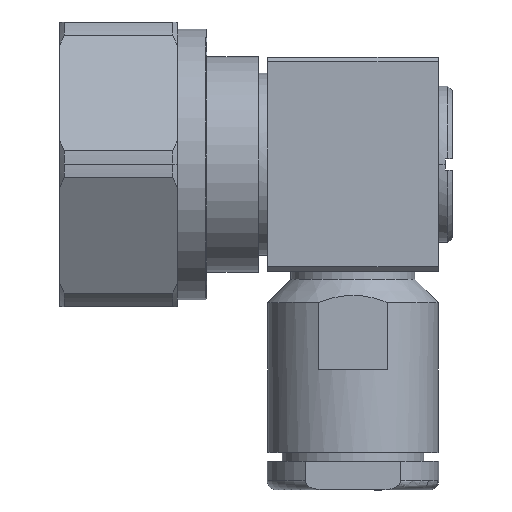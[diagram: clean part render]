
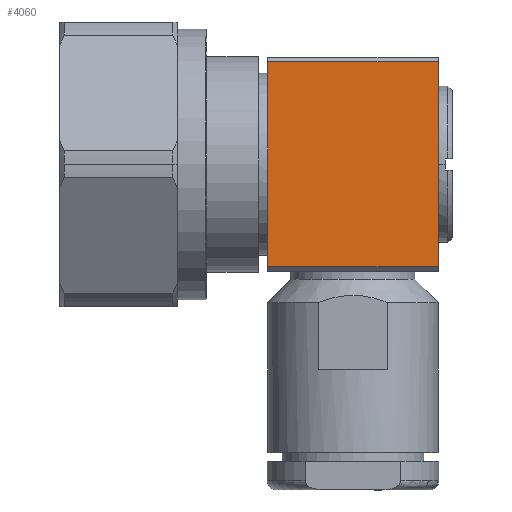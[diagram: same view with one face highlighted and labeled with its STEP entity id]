
A CAD part, top view. The second image highlights one B-rep face of the part: STEP entity #4060.
In plain terms, the highlighted planar face has unit normal (0, 0, 1).
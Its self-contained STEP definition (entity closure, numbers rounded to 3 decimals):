
#24 = EDGE_CURVE ( 'NONE', #2633, #2109, #2979, .T. ) ;
#71 = EDGE_CURVE ( 'NONE', #709, #2456, #4907, .T. ) ;
#131 = LINE ( 'NONE', #3278, #977 ) ;
#481 = AXIS2_PLACEMENT_3D ( 'NONE', #2038, #2853, #2469 ) ;
#510 = LINE ( 'NONE', #1046, #1935 ) ;
#709 = VERTEX_POINT ( 'NONE', #2017 ) ;
#738 = VECTOR ( 'NONE', #5003, 1000. ) ;
#977 = VECTOR ( 'NONE', #2485, 1000. ) ;
#999 = FACE_OUTER_BOUND ( 'NONE', #2002, .T. ) ;
#1046 = CARTESIAN_POINT ( 'NONE',  ( 7.974, 11.4, 9.5 ) ) ;
#1204 = PLANE ( 'NONE',  #481 ) ;
#1266 = CARTESIAN_POINT ( 'NONE',  ( 7.974, 3.574, 9.5 ) ) ;
#1321 = CARTESIAN_POINT ( 'NONE',  ( 7.974, 11.9, 9.5 ) ) ;
#1381 = ORIENTED_EDGE ( 'NONE', *, *, #3260, .T. ) ;
#1405 = CARTESIAN_POINT ( 'NONE',  ( 26.974, -11.4, 9.5 ) ) ;
#1453 = EDGE_CURVE ( 'NONE', #2170, #2633, #2353, .T. ) ;
#1528 = CARTESIAN_POINT ( 'NONE',  ( 7.974, 11.9, 9.5 ) ) ;
#1570 = EDGE_CURVE ( 'NONE', #2456, #4112, #131, .T. ) ;
#1741 = EDGE_CURVE ( 'NONE', #2109, #709, #2240, .T. ) ;
#1781 = DIRECTION ( 'NONE',  ( 1., 0., 0. ) ) ;
#1935 = VECTOR ( 'NONE', #2656, 1000. ) ;
#1975 = CARTESIAN_POINT ( 'NONE',  ( 26.974, 11.4, 9.5 ) ) ;
#2002 = EDGE_LOOP ( 'NONE', ( #4950, #3132, #2295, #1381, #4127, #4864 ) ) ;
#2017 = CARTESIAN_POINT ( 'NONE',  ( 7.974, -11.4, 9.5 ) ) ;
#2038 = CARTESIAN_POINT ( 'NONE',  ( 0., 0., 9.5 ) ) ;
#2109 = VERTEX_POINT ( 'NONE', #3118 ) ;
#2170 = VERTEX_POINT ( 'NONE', #2586 ) ;
#2240 = LINE ( 'NONE', #1528, #3762 ) ;
#2295 = ORIENTED_EDGE ( 'NONE', *, *, #1570, .T. ) ;
#2353 = LINE ( 'NONE', #3563, #4133 ) ;
#2456 = VERTEX_POINT ( 'NONE', #4822 ) ;
#2469 = DIRECTION ( 'NONE',  ( -1., 0., 0. ) ) ;
#2485 = DIRECTION ( 'NONE',  ( 0., 1., 0. ) ) ;
#2586 = CARTESIAN_POINT ( 'NONE',  ( 7.974, 11.4, 9.5 ) ) ;
#2633 = VERTEX_POINT ( 'NONE', #1266 ) ;
#2656 = DIRECTION ( 'NONE',  ( -1., 0., 0. ) ) ;
#2822 = DIRECTION ( 'NONE',  ( 0., -1., 0. ) ) ;
#2853 = DIRECTION ( 'NONE',  ( 0., 0., -1. ) ) ;
#2979 = LINE ( 'NONE', #1321, #738 ) ;
#3118 = CARTESIAN_POINT ( 'NONE',  ( 7.974, -3.574, 9.5 ) ) ;
#3132 = ORIENTED_EDGE ( 'NONE', *, *, #71, .T. ) ;
#3167 = DIRECTION ( 'NONE',  ( 0., -1., 0. ) ) ;
#3260 = EDGE_CURVE ( 'NONE', #4112, #2170, #510, .T. ) ;
#3278 = CARTESIAN_POINT ( 'NONE',  ( 26.974, 11.9, 9.5 ) ) ;
#3563 = CARTESIAN_POINT ( 'NONE',  ( 7.974, 11.9, 9.5 ) ) ;
#3762 = VECTOR ( 'NONE', #3167, 1000. ) ;
#4060 = ADVANCED_FACE ( 'NONE', ( #999 ), #1204, .F. ) ;
#4112 = VERTEX_POINT ( 'NONE', #1975 ) ;
#4127 = ORIENTED_EDGE ( 'NONE', *, *, #1453, .T. ) ;
#4133 = VECTOR ( 'NONE', #2822, 1000. ) ;
#4822 = CARTESIAN_POINT ( 'NONE',  ( 26.974, -11.4, 9.5 ) ) ;
#4864 = ORIENTED_EDGE ( 'NONE', *, *, #24, .T. ) ;
#4907 = LINE ( 'NONE', #1405, #5096 ) ;
#4950 = ORIENTED_EDGE ( 'NONE', *, *, #1741, .T. ) ;
#5003 = DIRECTION ( 'NONE',  ( 0., -1., 0. ) ) ;
#5096 = VECTOR ( 'NONE', #1781, 1000. ) ;
